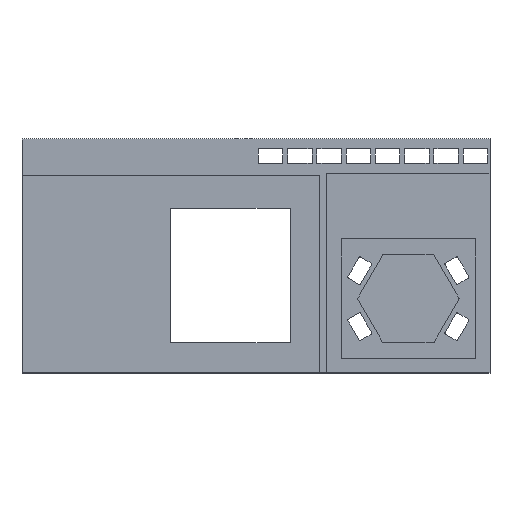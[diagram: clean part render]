
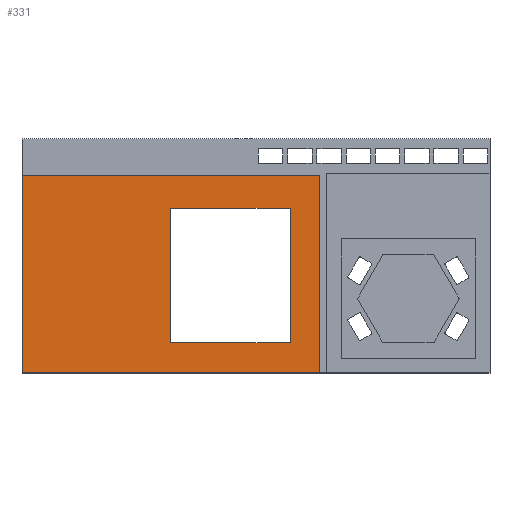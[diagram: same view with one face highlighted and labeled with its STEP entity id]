
A CAD part, top view. The second image highlights one B-rep face of the part: STEP entity #331.
In plain terms, the highlighted planar face has unit normal (0, 0, 1).
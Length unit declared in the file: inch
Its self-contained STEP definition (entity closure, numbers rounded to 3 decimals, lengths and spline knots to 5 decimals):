
#220=FACE_BOUND('',#667,.T.);
#221=FACE_BOUND('',#668,.T.);
#331=ADVANCED_FACE('',(#220,#221),#422,.T.);
#422=PLANE('',#2507);
#667=EDGE_LOOP('',(#1267,#1268,#1269,#1270));
#668=EDGE_LOOP('',(#1271,#1272,#1273,#1274));
#1267=ORIENTED_EDGE('',*,*,#1807,.F.);
#1268=ORIENTED_EDGE('',*,*,#1808,.F.);
#1269=ORIENTED_EDGE('',*,*,#1809,.F.);
#1270=ORIENTED_EDGE('',*,*,#1810,.F.);
#1271=ORIENTED_EDGE('',*,*,#1797,.T.);
#1272=ORIENTED_EDGE('',*,*,#1801,.T.);
#1273=ORIENTED_EDGE('',*,*,#1804,.T.);
#1274=ORIENTED_EDGE('',*,*,#1806,.T.);
#1493=VERTEX_POINT('',#3697);
#1494=VERTEX_POINT('',#3699);
#1496=VERTEX_POINT('',#3705);
#1498=VERTEX_POINT('',#3711);
#1499=VERTEX_POINT('',#3718);
#1500=VERTEX_POINT('',#3719);
#1501=VERTEX_POINT('',#3721);
#1502=VERTEX_POINT('',#3723);
#1797=EDGE_CURVE('',#1494,#1493,#2065,.T.);
#1801=EDGE_CURVE('',#1493,#1496,#2069,.T.);
#1804=EDGE_CURVE('',#1496,#1498,#2072,.T.);
#1806=EDGE_CURVE('',#1498,#1494,#2074,.T.);
#1807=EDGE_CURVE('',#1499,#1500,#2075,.T.);
#1808=EDGE_CURVE('',#1501,#1499,#2076,.T.);
#1809=EDGE_CURVE('',#1502,#1501,#2077,.T.);
#1810=EDGE_CURVE('',#1500,#1502,#2078,.T.);
#2065=LINE('',#3698,#2333);
#2069=LINE('',#3706,#2337);
#2072=LINE('',#3712,#2340);
#2074=LINE('',#3715,#2342);
#2075=LINE('',#3717,#2343);
#2076=LINE('',#3720,#2344);
#2077=LINE('',#3722,#2345);
#2078=LINE('',#3724,#2346);
#2333=VECTOR('',#3057,1.);
#2337=VECTOR('',#3063,1.);
#2340=VECTOR('',#3068,1.);
#2342=VECTOR('',#3072,1.);
#2343=VECTOR('',#3075,1.);
#2344=VECTOR('',#3076,1.);
#2345=VECTOR('',#3077,1.);
#2346=VECTOR('',#3078,1.);
#2507=AXIS2_PLACEMENT_3D('',#3725,#3079,#3080);
#3057=DIRECTION('',(0.,-1.,0.));
#3063=DIRECTION('',(1.,0.,0.));
#3068=DIRECTION('',(0.,1.,0.));
#3072=DIRECTION('',(-1.,0.,0.));
#3075=DIRECTION('',(0.,-1.,0.));
#3076=DIRECTION('',(-1.,0.,0.));
#3077=DIRECTION('',(0.,1.,0.));
#3078=DIRECTION('',(1.,0.,0.));
#3079=DIRECTION('',(0.,0.,1.));
#3080=DIRECTION('',(1.,0.,0.));
#3697=CARTESIAN_POINT('',(-30.5,-20.25,0.25));
#3698=CARTESIAN_POINT('',(-30.5,20.25,0.25));
#3699=CARTESIAN_POINT('',(-30.5,20.25,0.25));
#3705=CARTESIAN_POINT('',(30.5,-20.25,0.25));
#3706=CARTESIAN_POINT('',(-30.5,-20.25,0.25));
#3711=CARTESIAN_POINT('',(30.5,20.25,0.25));
#3712=CARTESIAN_POINT('',(30.5,-20.25,0.25));
#3715=CARTESIAN_POINT('',(30.5,20.25,0.25));
#3717=CARTESIAN_POINT('',(0.,13.5,0.25));
#3718=CARTESIAN_POINT('',(0.,13.5,0.25));
#3719=CARTESIAN_POINT('',(0.,-14.,0.25));
#3720=CARTESIAN_POINT('',(24.5,13.5,0.25));
#3721=CARTESIAN_POINT('',(24.5,13.5,0.25));
#3722=CARTESIAN_POINT('',(24.5,-14.,0.25));
#3723=CARTESIAN_POINT('',(24.5,-14.,0.25));
#3724=CARTESIAN_POINT('',(0.,-14.,0.25));
#3725=CARTESIAN_POINT('',(0.,0.,0.25));
